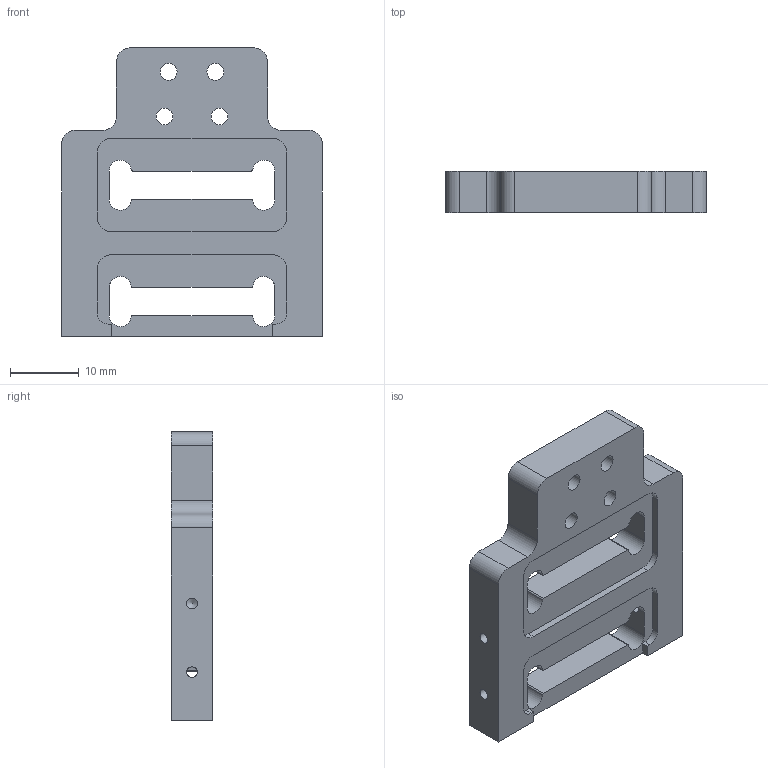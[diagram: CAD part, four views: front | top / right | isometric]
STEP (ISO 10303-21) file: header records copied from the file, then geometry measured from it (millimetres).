
FILE_DESCRIPTION(/* description */ (''),/* implementation_level */ '2;1');
FILE_NAME(/* name */ '33_Spulenhalter Hinten.ipt.step',/* time_stamp */ '2020-01-21T16:40:59+01:00',/* author */ ('rYan'),/* organization */ (''),/* preprocessor_version */ 'ST-DEVELOPER v17.2',/* originating_system */ 'Autodesk Inventor 2019',/* authorisation */ '');
FILE_SCHEMA (('AUTOMOTIVE_DESIGN { 1 0 10303 214 3 1 1 }'));
Length unit declared in the file: millimetre
Products named in the file (1): Spulenhalter Hinten
Bounding box: 38 x 6 x 42 mm (x, y, z)
Volume: 6292.3 mm3; surface area: 4416.1 mm2
Topology: 1 solids, 1 shells, 77 faces, 248 edges, 168 vertices
Faces by surface type: cylinder 42, plane 31, cone 4
Full cylindrical faces by diameter (mm): 1.567 x6, 2.459 x4, 3.242 x2
Entity records: 3029 total; most frequent: CARTESIAN_POINT 720, ORIENTED_EDGE 488, DIRECTION 476, EDGE_CURVE 244, AXIS2_PLACEMENT_3D 172, VERTEX_POINT 168, LINE 132, VECTOR 132
